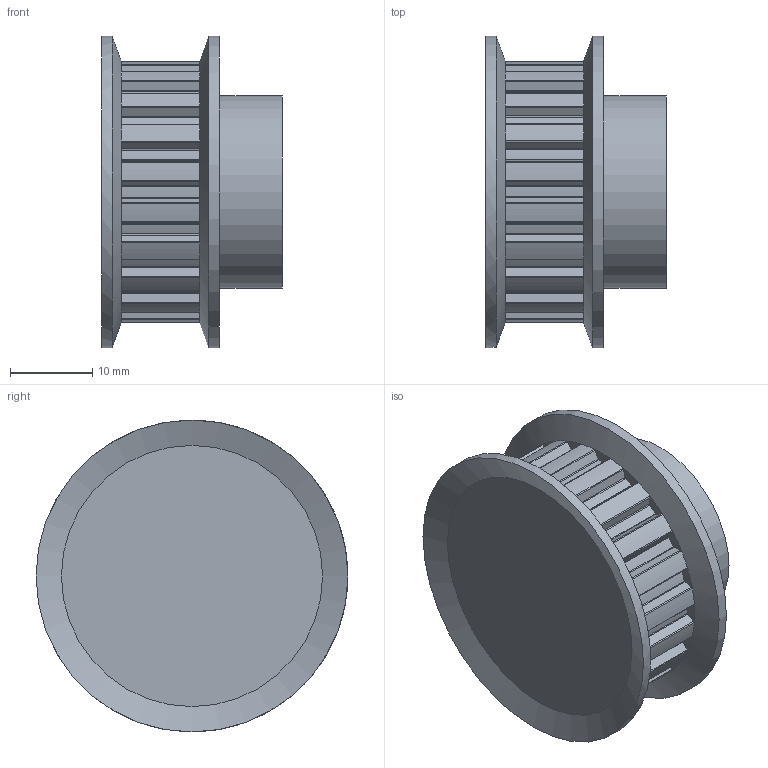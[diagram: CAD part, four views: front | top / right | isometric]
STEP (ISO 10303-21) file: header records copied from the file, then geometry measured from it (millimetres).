
FILE_DESCRIPTION( ( 'STEP AP214' ), '1' );
FILE_NAME( '18032000.stp', ' ', ( ' ' ), ( ' ' ), 'PSStep 15.0.47', 'PARTsolutions', ' ' );
FILE_SCHEMA( ( 'AUTOMOTIVE_DESIGN { 1 0 10303 214 1 1 1 1 }' ) );
Length unit declared in the file: millimetre
Products named in the file (1): _18032000
Bounding box: 22 x 38 x 38 mm (x, y, z)
Volume: 13789.5 mm3; surface area: 5321.9 mm2
Topology: 1 solids, 1 shells, 210 faces, 537 edges, 330 vertices
Faces by surface type: cylinder 123, plane 83, cone 4
Full cylindrical faces by diameter (mm): 23.5 x1, 38 x2
Entity records: 8040 total; most frequent: DIRECTION 1238, CARTESIAN_POINT 1067, ORIENTED_EDGE 1056, EDGE_CURVE 528, AXIS2_PLACEMENT_3D 499, VERTEX_POINT 328, CIRCLE 288, LINE 240
